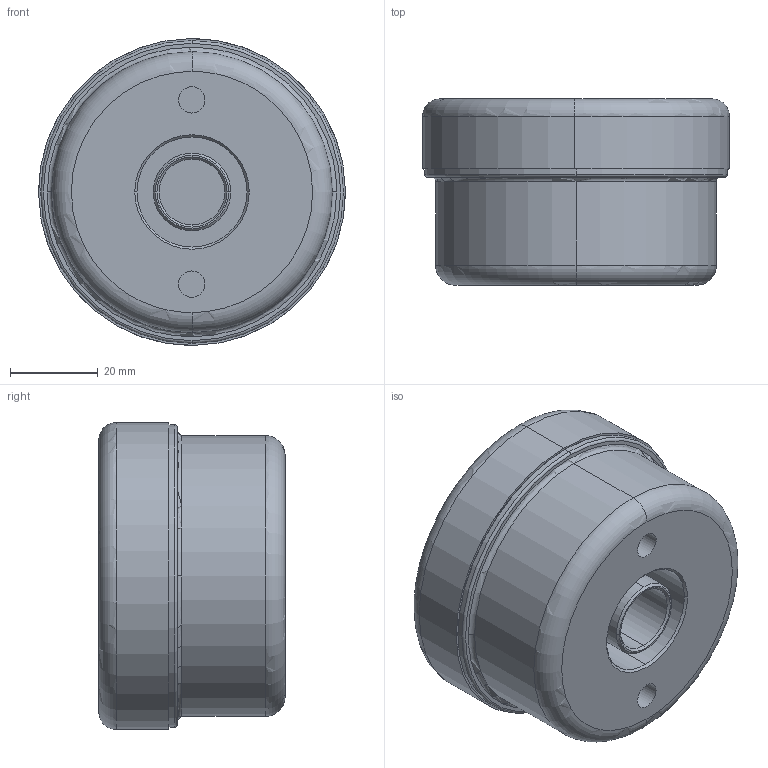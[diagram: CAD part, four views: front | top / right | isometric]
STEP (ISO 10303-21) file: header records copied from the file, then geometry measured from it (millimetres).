
FILE_DESCRIPTION(/* description */ (''),/* implementation_level */ '2;1');
FILE_NAME(/* name */ '8WD4408-0Ax_3D_v.stp',/* time_stamp */ '2024-04-15T15:48:16+02:00',/* author */ (''),/* organization */ (''),/* preprocessor_version */ 'ST-DEVELOPER v18.101',/* originating_system */ 'SIEMENS PLM Software NX 2008',/* authorisation */ '');
FILE_SCHEMA (('AUTOMOTIVE_DESIGN { 1 0 10303 214 3 1 1 1 }'));
Length unit declared in the file: millimetre
Products named in the file (3): 2023_10_16_23_03_55_0323; 2023_10_16_23_03_55_0354; 8WD4408-0AB_8WD4408-0AE_stp
Assembly tree (2 placements, depth 2):
  8WD4408-0AB_8WD4408-0AE_stp
    2023_10_16_23_03_55_0354
    2023_10_16_23_03_55_0323
Bounding box: 70 x 42.5 x 70 mm (x, y, z)
Volume: 115017.5 mm3; surface area: 32793.3 mm2
Topology: 2 solids, 2 shells, 143 faces, 366 edges, 243 vertices
Faces by surface type: plane 77, bspline 23, cylinder 21, torus 14, cone 8
Full cylindrical faces by diameter (mm): 6 x2
Entity records: 6419 total; most frequent: CARTESIAN_POINT 2879, ORIENTED_EDGE 718, DIRECTION 629, EDGE_CURVE 359, VERTEX_POINT 236, LINE 225, VECTOR 225, AXIS2_PLACEMENT_3D 202
